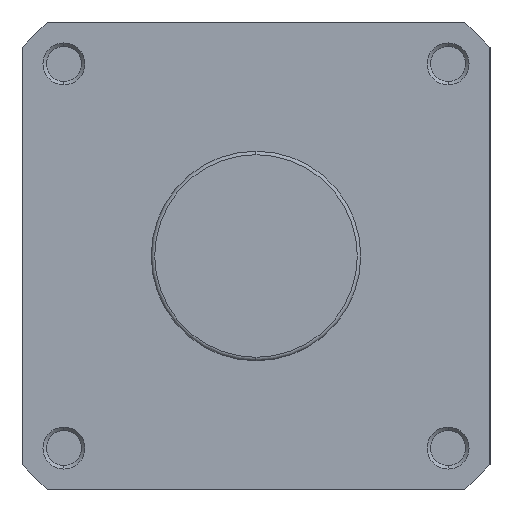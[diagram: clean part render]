
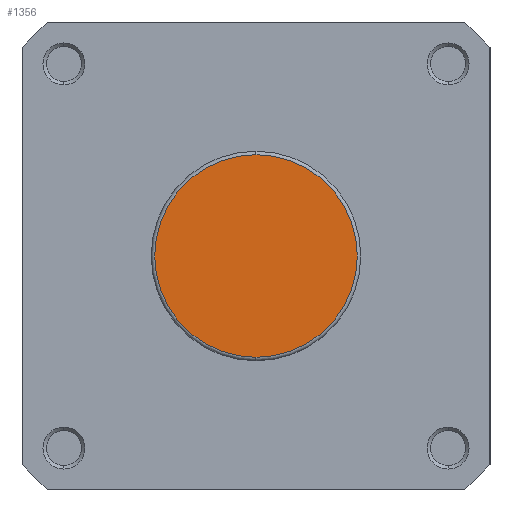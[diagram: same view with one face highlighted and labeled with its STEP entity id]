
A CAD part, left-side view. The second image highlights one B-rep face of the part: STEP entity #1356.
In plain terms, the highlighted planar face has unit normal (-1, 0, 0).
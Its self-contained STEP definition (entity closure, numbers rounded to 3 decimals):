
#583 = CARTESIAN_POINT ( 'NONE',  ( 0., 0., 29. ) ) ;
#598 = CARTESIAN_POINT ( 'NONE',  ( 0., 0., -29. ) ) ;
#1066 = CARTESIAN_POINT ( 'NONE',  ( 0., 0., 0. ) ) ;
#1067 = DIRECTION ( 'NONE',  ( -1., 0., 0. ) ) ;
#1068 = DIRECTION ( 'NONE',  ( 0., 0., -1. ) ) ;
#1209 = CARTESIAN_POINT ( 'NONE',  ( 0., 0., 0. ) ) ;
#1216 = DIRECTION ( 'NONE',  ( -1., 0., 0. ) ) ;
#1217 = DIRECTION ( 'NONE',  ( 0., 0., -1. ) ) ;
#1356 = ADVANCED_FACE ( 'NONE', ( #2475 ), #4558, .F. ) ;
#2255 = EDGE_LOOP ( 'NONE', ( #5509, #5482 ) ) ;
#2475 = FACE_OUTER_BOUND ( 'NONE', #2255, .T. ) ;
#3027 = CIRCLE ( 'NONE', #3306, 29. ) ;
#3111 = CIRCLE ( 'NONE', #3337, 29. ) ;
#3306 = AXIS2_PLACEMENT_3D ( 'NONE', #1066, #1067, #1068 ) ;
#3337 = AXIS2_PLACEMENT_3D ( 'NONE', #1209, #1216, #1217 ) ;
#4445 = DIRECTION ( 'NONE',  ( 0., 0., -1. ) ) ;
#4558 = PLANE ( 'NONE',  #4986 ) ;
#4585 = CARTESIAN_POINT ( 'NONE',  ( 0., 30., 0. ) ) ;
#4658 = VERTEX_POINT ( 'NONE', #583 ) ;
#4708 = VERTEX_POINT ( 'NONE', #598 ) ;
#4752 = DIRECTION ( 'NONE',  ( 1., 0., 0. ) ) ;
#4986 = AXIS2_PLACEMENT_3D ( 'NONE', #4585, #4752, #4445 ) ;
#5147 = EDGE_CURVE ( 'NONE', #4658, #4708, #3027, .T. ) ;
#5206 = EDGE_CURVE ( 'NONE', #4708, #4658, #3111, .T. ) ;
#5482 = ORIENTED_EDGE ( 'NONE', *, *, #5147, .T. ) ;
#5509 = ORIENTED_EDGE ( 'NONE', *, *, #5206, .T. ) ;
